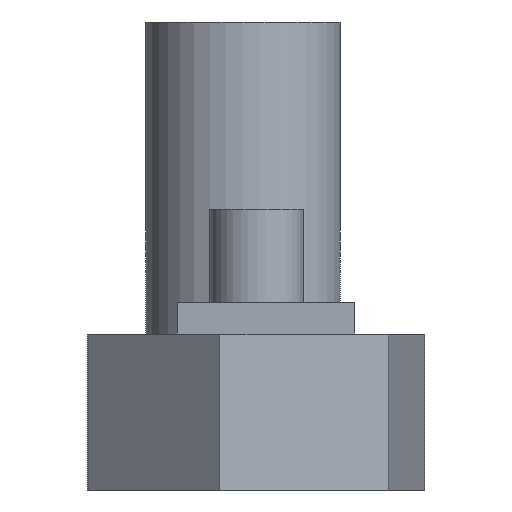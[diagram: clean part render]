
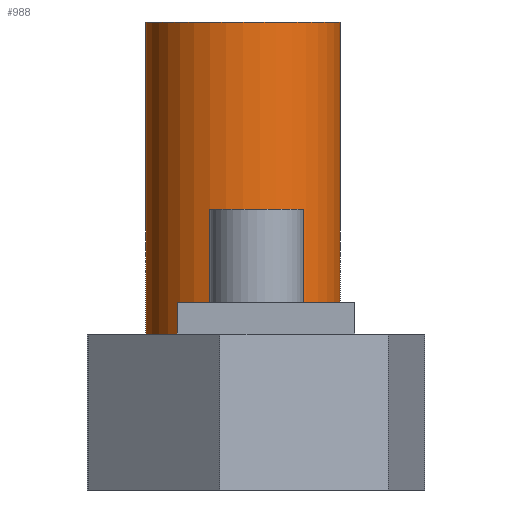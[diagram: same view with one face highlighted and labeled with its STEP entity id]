
A CAD part, left-side view. The second image highlights one B-rep face of the part: STEP entity #988.
In plain terms, the highlighted cylindrical face has radius 31.179 mm (diameter 62.359 mm), a full revolution.
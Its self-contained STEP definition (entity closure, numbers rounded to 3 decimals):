
#988 = ADVANCED_FACE('',(#989),#1003,.T.);
#989 = FACE_BOUND('',#990,.F.);
#990 = EDGE_LOOP('',(#991,#1021,#1052,#1053));
#991 = ORIENTED_EDGE('',*,*,#992,.T.);
#992 = EDGE_CURVE('',#993,#995,#997,.T.);
#993 = VERTEX_POINT('',#994);
#994 = CARTESIAN_POINT('',(158.239,4.339,0.));
#995 = VERTEX_POINT('',#996);
#996 = CARTESIAN_POINT('',(158.239,4.339,100.));
#997 = SEAM_CURVE('',#998,(#1002,#1014),.PCURVE_S1.);
#998 = LINE('',#999,#1000);
#999 = CARTESIAN_POINT('',(158.239,4.339,0.));
#1000 = VECTOR('',#1001,1.);
#1001 = DIRECTION('',(0.,0.,1.));
#1002 = PCURVE('',#1003,#1008);
#1003 = CYLINDRICAL_SURFACE('',#1004,31.179);
#1004 = AXIS2_PLACEMENT_3D('',#1005,#1006,#1007);
#1005 = CARTESIAN_POINT('',(127.059,4.339,0.));
#1006 = DIRECTION('',(-0.,-0.,-1.));
#1007 = DIRECTION('',(1.,0.,0.));
#1008 = DEFINITIONAL_REPRESENTATION('',(#1009),#1013);
#1009 = LINE('',#1010,#1011);
#1010 = CARTESIAN_POINT('',(-0.,0.));
#1011 = VECTOR('',#1012,1.);
#1012 = DIRECTION('',(-0.,-1.));
#1013 = ( GEOMETRIC_REPRESENTATION_CONTEXT(2) 
PARAMETRIC_REPRESENTATION_CONTEXT() REPRESENTATION_CONTEXT('2D SPACE',''
  ) );
#1014 = PCURVE('',#1003,#1015);
#1015 = DEFINITIONAL_REPRESENTATION('',(#1016),#1020);
#1016 = LINE('',#1017,#1018);
#1017 = CARTESIAN_POINT('',(-6.283,0.));
#1018 = VECTOR('',#1019,1.);
#1019 = DIRECTION('',(-0.,-1.));
#1020 = ( GEOMETRIC_REPRESENTATION_CONTEXT(2) 
PARAMETRIC_REPRESENTATION_CONTEXT() REPRESENTATION_CONTEXT('2D SPACE',''
  ) );
#1021 = ORIENTED_EDGE('',*,*,#1022,.T.);
#1022 = EDGE_CURVE('',#995,#995,#1023,.T.);
#1023 = SURFACE_CURVE('',#1024,(#1029,#1036),.PCURVE_S1.);
#1024 = CIRCLE('',#1025,31.179);
#1025 = AXIS2_PLACEMENT_3D('',#1026,#1027,#1028);
#1026 = CARTESIAN_POINT('',(127.059,4.339,100.));
#1027 = DIRECTION('',(0.,0.,1.));
#1028 = DIRECTION('',(1.,0.,0.));
#1029 = PCURVE('',#1003,#1030);
#1030 = DEFINITIONAL_REPRESENTATION('',(#1031),#1035);
#1031 = LINE('',#1032,#1033);
#1032 = CARTESIAN_POINT('',(-0.,-100.));
#1033 = VECTOR('',#1034,1.);
#1034 = DIRECTION('',(-1.,0.));
#1035 = ( GEOMETRIC_REPRESENTATION_CONTEXT(2) 
PARAMETRIC_REPRESENTATION_CONTEXT() REPRESENTATION_CONTEXT('2D SPACE',''
  ) );
#1036 = PCURVE('',#1037,#1042);
#1037 = PLANE('',#1038);
#1038 = AXIS2_PLACEMENT_3D('',#1039,#1040,#1041);
#1039 = CARTESIAN_POINT('',(158.239,4.339,100.));
#1040 = DIRECTION('',(0.,0.,-1.));
#1041 = DIRECTION('',(-1.,0.,0.));
#1042 = DEFINITIONAL_REPRESENTATION('',(#1043),#1051);
#1043 = ( BOUNDED_CURVE() B_SPLINE_CURVE(2,(#1044,#1045,#1046,#1047,
#1048,#1049,#1050),.UNSPECIFIED.,.F.,.F.) B_SPLINE_CURVE_WITH_KNOTS((1,2
    ,2,2,2,1),(-2.094,0.,2.094,4.189,
6.283,8.378),.UNSPECIFIED.) CURVE() 
GEOMETRIC_REPRESENTATION_ITEM() RATIONAL_B_SPLINE_CURVE((1.,0.5,1.,0.5,
1.,0.5,1.)) REPRESENTATION_ITEM('') );
#1044 = CARTESIAN_POINT('',(0.,0.));
#1045 = CARTESIAN_POINT('',(0.,54.004));
#1046 = CARTESIAN_POINT('',(46.769,27.002));
#1047 = CARTESIAN_POINT('',(93.538,0.));
#1048 = CARTESIAN_POINT('',(46.769,-27.002));
#1049 = CARTESIAN_POINT('',(0.,-54.004));
#1050 = CARTESIAN_POINT('',(0.,0.));
#1051 = ( GEOMETRIC_REPRESENTATION_CONTEXT(2) 
PARAMETRIC_REPRESENTATION_CONTEXT() REPRESENTATION_CONTEXT('2D SPACE',''
  ) );
#1052 = ORIENTED_EDGE('',*,*,#992,.F.);
#1053 = ORIENTED_EDGE('',*,*,#1054,.F.);
#1054 = EDGE_CURVE('',#993,#993,#1055,.T.);
#1055 = SURFACE_CURVE('',#1056,(#1061,#1068),.PCURVE_S1.);
#1056 = CIRCLE('',#1057,31.179);
#1057 = AXIS2_PLACEMENT_3D('',#1058,#1059,#1060);
#1058 = CARTESIAN_POINT('',(127.059,4.339,0.));
#1059 = DIRECTION('',(0.,0.,1.));
#1060 = DIRECTION('',(1.,0.,0.));
#1061 = PCURVE('',#1003,#1062);
#1062 = DEFINITIONAL_REPRESENTATION('',(#1063),#1067);
#1063 = LINE('',#1064,#1065);
#1064 = CARTESIAN_POINT('',(-0.,0.));
#1065 = VECTOR('',#1066,1.);
#1066 = DIRECTION('',(-1.,0.));
#1067 = ( GEOMETRIC_REPRESENTATION_CONTEXT(2) 
PARAMETRIC_REPRESENTATION_CONTEXT() REPRESENTATION_CONTEXT('2D SPACE',''
  ) );
#1068 = PCURVE('',#1069,#1074);
#1069 = PLANE('',#1070);
#1070 = AXIS2_PLACEMENT_3D('',#1071,#1072,#1073);
#1071 = CARTESIAN_POINT('',(158.239,4.339,0.));
#1072 = DIRECTION('',(0.,0.,-1.));
#1073 = DIRECTION('',(-1.,0.,0.));
#1074 = DEFINITIONAL_REPRESENTATION('',(#1075),#1083);
#1075 = ( BOUNDED_CURVE() B_SPLINE_CURVE(2,(#1076,#1077,#1078,#1079,
#1080,#1081,#1082),.UNSPECIFIED.,.F.,.F.) B_SPLINE_CURVE_WITH_KNOTS((1,2
    ,2,2,2,1),(-2.094,0.,2.094,4.189,
6.283,8.378),.UNSPECIFIED.) CURVE() 
GEOMETRIC_REPRESENTATION_ITEM() RATIONAL_B_SPLINE_CURVE((1.,0.5,1.,0.5,
1.,0.5,1.)) REPRESENTATION_ITEM('') );
#1076 = CARTESIAN_POINT('',(0.,0.));
#1077 = CARTESIAN_POINT('',(0.,54.004));
#1078 = CARTESIAN_POINT('',(46.769,27.002));
#1079 = CARTESIAN_POINT('',(93.538,0.));
#1080 = CARTESIAN_POINT('',(46.769,-27.002));
#1081 = CARTESIAN_POINT('',(0.,-54.004));
#1082 = CARTESIAN_POINT('',(0.,0.));
#1083 = ( GEOMETRIC_REPRESENTATION_CONTEXT(2) 
PARAMETRIC_REPRESENTATION_CONTEXT() REPRESENTATION_CONTEXT('2D SPACE',''
  ) );
